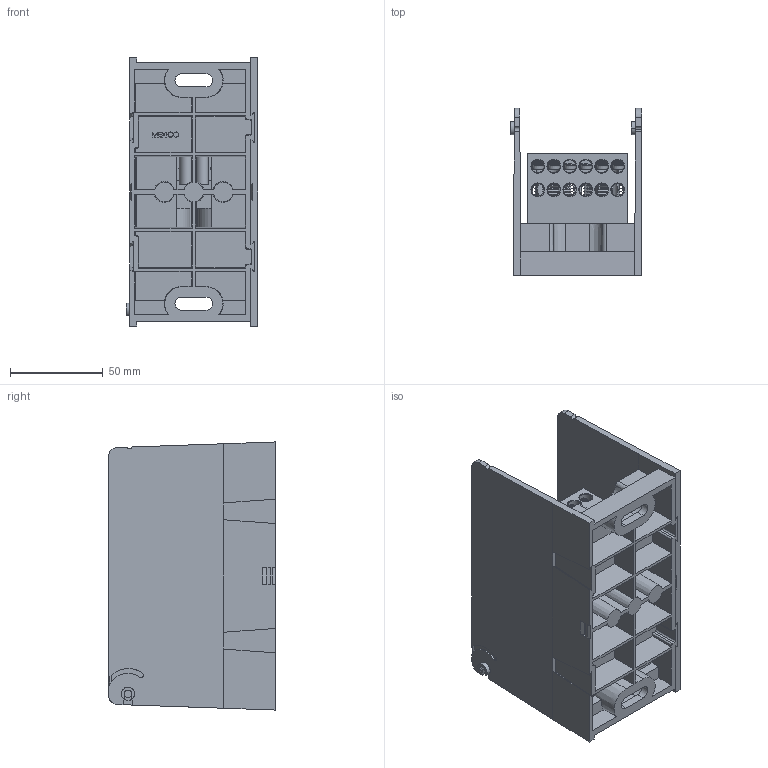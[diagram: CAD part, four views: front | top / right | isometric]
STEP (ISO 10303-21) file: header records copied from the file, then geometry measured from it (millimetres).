
FILE_DESCRIPTION (( 'STEP AP214' ), '1' );
FILE_NAME ('701919revA1P.STEP', '2014-06-20T13:29:37', ( '' ), ( '' ), 'SwSTEP 2.0', 'SolidWorks 2013', '' );
FILE_SCHEMA (( 'AUTOMOTIVE_DESIGN' ));
Length unit declared in the file: inch
Products named in the file (1): 701919revA1P
Bounding box: 71.25 x 90.17 x 144.78 mm (x, y, z)
Surface area: 117083.2 mm2 (no closed solid volume)
Topology: 0 solids, 39 shells, 600 faces, 2095 edges, 1460 vertices
Faces by surface type: plane 229, cone 217, cylinder 154
Entity records: 33347 total; most frequent: CARTESIAN_POINT 8810, ORIENTED_EDGE 3390, DIRECTION 3155, EDGE_CURVE 2095, VERTEX_POINT 1460, VECTOR 1095, LINE 1095, AXIS2_PLACEMENT_3D 1030
